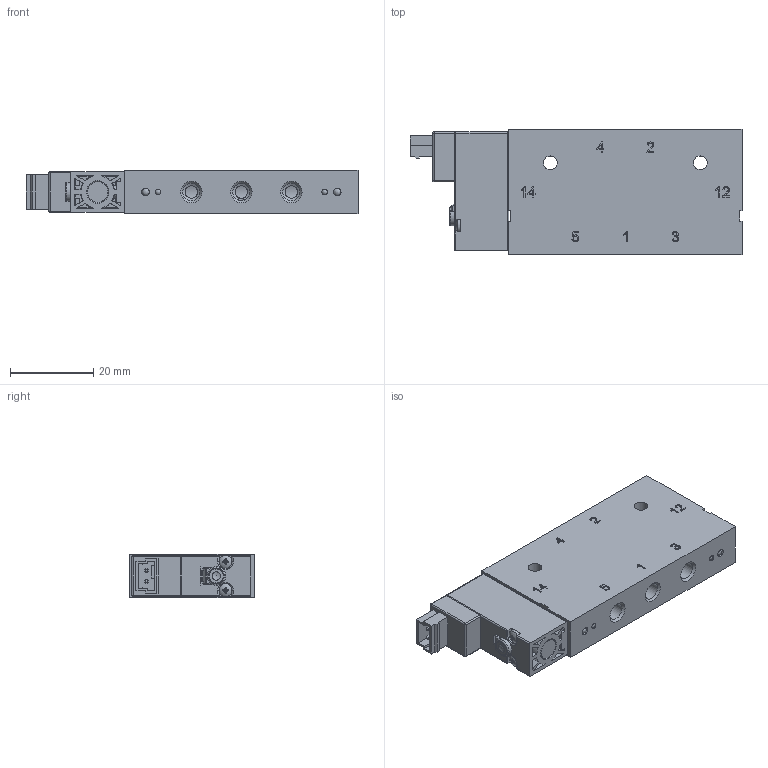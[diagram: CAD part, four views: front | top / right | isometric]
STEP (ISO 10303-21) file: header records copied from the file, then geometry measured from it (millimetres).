
FILE_DESCRIPTION( ( 'Unknown' ), '1' );
FILE_NAME( 'GZ-MMD510301.stp', 'Unknown', ( 'Unknown' ), ( 'Unknown' ), 'PSStep 17.0.49', 'Unknown', ' ' );
FILE_SCHEMA( ( 'AUTOMOTIVE_DESIGN { 1 0 10303 214 1 1 1 1 }' ) );
Length unit declared in the file: millimetre
Products named in the file (17): Assem1; -oa0
Assembly tree (16 placements, depth 2):
  Assem1
    -oa0
    -oa0
    -oa0
    -oa0
    -oa0
    -oa0
    -oa0
    -oa0
    -oa0
    -oa0
    -oa0
    -oa0
    -oa0
    -oa0
    -oa0
    -oa0
Bounding box: 79.7 x 30 x 10.5 mm (x, y, z)
Volume: 17883.3 mm3; surface area: 11752.7 mm2
Topology: 16 solids, 16 shells, 820 faces, 2106 edges, 1338 vertices
Faces by surface type: plane 508, cylinder 161, cone 45, bspline 35, extrusion 32, sphere 28, torus 11
Full cylindrical faces by diameter (mm): 1.1 x3, 1.2 x4, 1.221 x8, 1.4 x15, 1.6 x2, 1.85 x2, 2 x3, 3 x6, 3.2 x2, 3.3 x2, 3.4 x1, 3.5 x1, 4.134 x10, 4.5 x1, 6 x1, 7 x1, 8 x1, 8.05 x1
Entity records: 29403 total; most frequent: CARTESIAN_POINT 6875, ORIENTED_EDGE 3778, DIRECTION 3696, EDGE_CURVE 1889, VECTOR 1332, LINE 1300, VERTEX_POINT 1277, AXIS2_PLACEMENT_3D 1182
